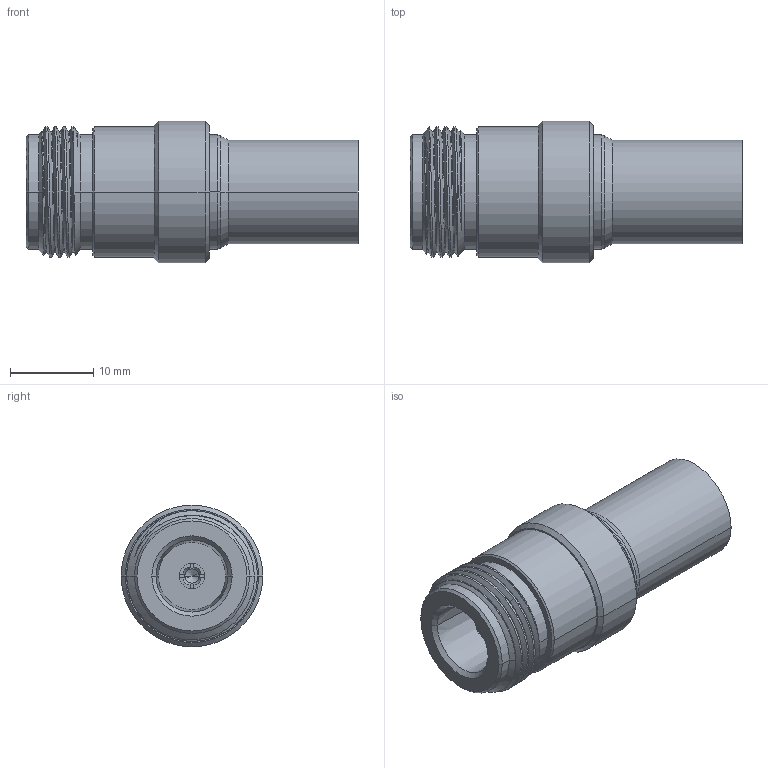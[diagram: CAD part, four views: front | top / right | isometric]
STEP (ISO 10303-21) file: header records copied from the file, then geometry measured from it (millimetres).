
FILE_DESCRIPTION((''),'2;1');
FILE_NAME('N6121A1-AT30GA-214U-5_SW0001','2018-06-19T',('Kaviyarasan'),(''),'CREO PARAMETRIC BY PTC INC, 2017020','CREO PARAMETRIC BY PTC INC, 2017020','');
FILE_SCHEMA(('CONFIG_CONTROL_DESIGN'));
Length unit declared in the file: inch
Products named in the file (1): N6121A1-AT30GA-214U-5_SW0001
Bounding box: 39.82 x 17 x 17 mm (x, y, z)
Volume: 5036.6 mm3; surface area: 3050.5 mm2
Topology: 1 solids, 1 shells, 95 faces, 222 edges, 135 vertices
Faces by surface type: cylinder 34, cone 30, plane 25, bspline 6
Entity records: 4479 total; most frequent: CARTESIAN_POINT 2286, DIRECTION 458, ORIENTED_EDGE 440, EDGE_CURVE 220, AXIS2_PLACEMENT_3D 182, VERTEX_POINT 135, EDGE_LOOP 103, FACE_OUTER_BOUND 95
